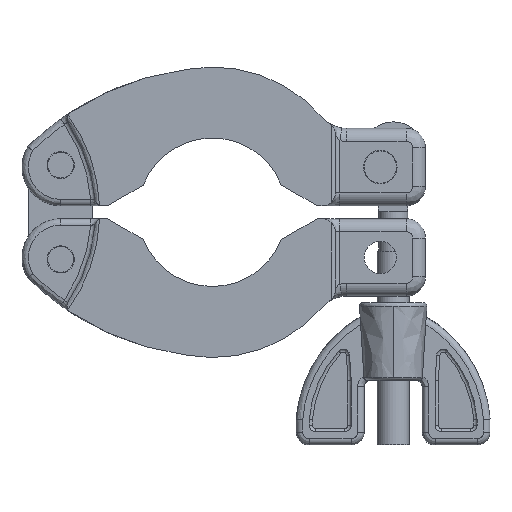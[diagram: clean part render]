
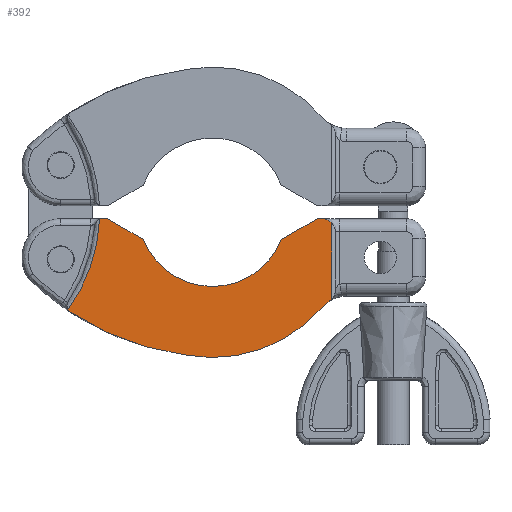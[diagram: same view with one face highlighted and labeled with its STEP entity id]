
A CAD part, front view. The second image highlights one B-rep face of the part: STEP entity #392.
In plain terms, the highlighted planar face has unit normal (0, -1, 0).
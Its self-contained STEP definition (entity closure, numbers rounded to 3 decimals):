
#392=ADVANCED_FACE('',(#1283),#1282,.F.);
#1282=PLANE('',#5644);
#1283=FACE_OUTER_BOUND('',#5645,.T.);
#5641=CARTESIAN_POINT('',(-26.46,-8.25,-26.783));
#5642=DIRECTION('',(0.,1.,0.));
#5643=DIRECTION('',(0.,0.,1.));
#5644=AXIS2_PLACEMENT_3D('',#5641,#5642,#5643);
#5645=EDGE_LOOP('',(#11186,#11187,#11188,#11189,#11190,#11191,#11192,#11193,#11194,#11195,#11196,#11197,#11198,#11199));
#11186=ORIENTED_EDGE('',*,*,#12813,.F.);
#11187=ORIENTED_EDGE('',*,*,#12631,.T.);
#11188=ORIENTED_EDGE('',*,*,#12655,.T.);
#11189=ORIENTED_EDGE('',*,*,#12654,.T.);
#11190=ORIENTED_EDGE('',*,*,#12694,.T.);
#11191=ORIENTED_EDGE('',*,*,#12789,.T.);
#11192=ORIENTED_EDGE('',*,*,#12781,.F.);
#11193=ORIENTED_EDGE('',*,*,#12788,.T.);
#11194=ORIENTED_EDGE('',*,*,#12814,.T.);
#11195=ORIENTED_EDGE('',*,*,#12777,.T.);
#11196=ORIENTED_EDGE('',*,*,#12657,.T.);
#11197=ORIENTED_EDGE('',*,*,#12772,.T.);
#11198=ORIENTED_EDGE('',*,*,#12615,.T.);
#11199=ORIENTED_EDGE('',*,*,#12815,.T.);
#12615=EDGE_CURVE('',#13534,#13527,#13535,.T.);
#12631=EDGE_CURVE('',#13644,#13637,#13645,.T.);
#12654=EDGE_CURVE('',#13778,#13791,#13798,.T.);
#12655=EDGE_CURVE('',#13637,#13778,#13804,.T.);
#12657=EDGE_CURVE('',#13816,#13817,#13818,.T.);
#12694=EDGE_CURVE('',#13791,#14063,#14070,.T.);
#12772=EDGE_CURVE('',#13817,#13534,#14588,.T.);
#12777=EDGE_CURVE('',#14620,#13816,#14621,.T.);
#12781=EDGE_CURVE('',#14640,#14633,#14647,.T.);
#12788=EDGE_CURVE('',#14640,#14684,#14691,.T.);
#12789=EDGE_CURVE('',#14063,#14633,#14697,.T.);
#12813=EDGE_CURVE('',#13644,#14856,#14857,.T.);
#12814=EDGE_CURVE('',#14684,#14620,#14863,.T.);
#12815=EDGE_CURVE('',#13527,#14856,#14869,.T.);
#13527=VERTEX_POINT('',#19311);
#13534=VERTEX_POINT('',#19315);
#13535=CIRCLE('',#19319,43.);
#13637=VERTEX_POINT('',#19411);
#13644=VERTEX_POINT('',#19422);
#13645=CIRCLE('',#19426,2.);
#13778=VERTEX_POINT('',#19520);
#13791=VERTEX_POINT('',#19533);
#13798=CIRCLE('',#19541,2.);
#13804=LINE('',#19542,#19543);
#13816=VERTEX_POINT('',#19548);
#13817=VERTEX_POINT('',#19549);
#13818=CIRCLE('',#19553,25.549);
#14063=VERTEX_POINT('',#19775);
#14070=LINE('',#19779,#19780);
#14588=CIRCLE('',#20201,1.);
#14620=VERTEX_POINT('',#20220);
#14621=CIRCLE('',#20224,1.);
#14633=VERTEX_POINT('',#20239);
#14640=VERTEX_POINT('',#20243);
#14647=CIRCLE('',#20250,11.5);
#14684=VERTEX_POINT('',#20272);
#14691=LINE('',#20276,#20277);
#14697=LINE('',#20279,#20280);
#14856=VERTEX_POINT('',#20391);
#14857=CIRCLE('',#20395,5.);
#14863=LINE('',#20396,#20397);
#14869=CIRCLE('',#20402,22.5);
#19311=CARTESIAN_POINT('',(-4.035,-8.25,-22.135));
#19315=CARTESIAN_POINT('',(-22.043,-8.25,-15.447));
#19316=CARTESIAN_POINT('',(1.554,-8.25,20.5));
#19317=DIRECTION('',(0.,-1.,0.));
#19318=DIRECTION('',(0.,0.,-1.));
#19319=AXIS2_PLACEMENT_3D('',#19316,#19317,#19318);
#19411=CARTESIAN_POINT('',(18.451,-8.25,-13.492));
#19422=CARTESIAN_POINT('',(18.083,-8.25,-13.797));
#19423=CARTESIAN_POINT('',(17.,-8.25,-12.115));
#19424=DIRECTION('',(0.,-1.,0.));
#19425=DIRECTION('',(0.,0.,-1.));
#19426=AXIS2_PLACEMENT_3D('',#19423,#19424,#19425);
#19520=CARTESIAN_POINT('',(18.451,-8.25,-1.624));
#19533=CARTESIAN_POINT('',(17.,-8.25,-1.));
#19538=CARTESIAN_POINT('',(17.,-8.25,-3.));
#19539=DIRECTION('',(0.,-1.,0.));
#19540=DIRECTION('',(0.,0.,-1.));
#19541=AXIS2_PLACEMENT_3D('',#19538,#19539,#19540);
#19542=CARTESIAN_POINT('',(18.451,-8.25,-13.492));
#19543=VECTOR('',#19544,11.868);
#19544=DIRECTION('',(0.,0.,1.));
#19548=CARTESIAN_POINT('',(-17.474,-8.25,-1.082));
#19549=CARTESIAN_POINT('',(-22.377,-8.25,-15.081));
#19550=CARTESIAN_POINT('',(-43.,-8.25,0.));
#19551=DIRECTION('',(0.,1.,0.));
#19552=DIRECTION('',(0.,0.,-1.));
#19553=AXIS2_PLACEMENT_3D('',#19550,#19551,#19552);
#19775=CARTESIAN_POINT('',(16.25,-8.25,-1.));
#19779=CARTESIAN_POINT('',(17.,-8.25,-1.));
#19780=VECTOR('',#19781,0.75);
#19781=DIRECTION('',(-1.,0.,0.));
#20198=CARTESIAN_POINT('',(-21.494,-8.25,-14.611));
#20199=DIRECTION('',(0.,-1.,0.));
#20200=DIRECTION('',(0.,0.,-1.));
#20201=AXIS2_PLACEMENT_3D('',#20198,#20199,#20200);
#20220=CARTESIAN_POINT('',(-17.077,-8.25,-1.));
#20221=CARTESIAN_POINT('',(-17.077,-8.25,-2.));
#20222=DIRECTION('',(0.,-1.,0.));
#20223=DIRECTION('',(0.,0.,-1.));
#20224=AXIS2_PLACEMENT_3D('',#20221,#20222,#20223);
#20239=CARTESIAN_POINT('',(10.705,-8.25,-4.201));
#20243=CARTESIAN_POINT('',(-10.705,-8.25,-4.201));
#20247=CARTESIAN_POINT('',(0.,-8.25,0.));
#20248=DIRECTION('',(0.,-1.,0.));
#20249=DIRECTION('',(0.931,0.,-0.365));
#20250=AXIS2_PLACEMENT_3D('',#20247,#20248,#20249);
#20272=CARTESIAN_POINT('',(-16.25,-8.25,-1.));
#20276=CARTESIAN_POINT('',(-10.705,-8.25,-4.201));
#20277=VECTOR('',#20278,6.403);
#20278=DIRECTION('',(-0.866,0.,0.5));
#20279=CARTESIAN_POINT('',(16.25,-8.25,-1.));
#20280=VECTOR('',#20281,6.403);
#20281=DIRECTION('',(-0.866,0.,-0.5));
#20391=CARTESIAN_POINT('',(17.011,-8.25,-14.727));
#20392=CARTESIAN_POINT('',(20.791,-8.25,-18.));
#20393=DIRECTION('',(0.,-1.,0.));
#20394=DIRECTION('',(0.,0.,-1.));
#20395=AXIS2_PLACEMENT_3D('',#20392,#20393,#20394);
#20396=CARTESIAN_POINT('',(-16.25,-8.25,-1.));
#20397=VECTOR('',#20398,0.827);
#20398=DIRECTION('',(-1.,0.,0.));
#20399=CARTESIAN_POINT('',(0.,-8.25,0.));
#20400=DIRECTION('',(0.,-1.,0.));
#20401=DIRECTION('',(0.756,0.,-0.655));
#20402=AXIS2_PLACEMENT_3D('',#20399,#20400,#20401);
